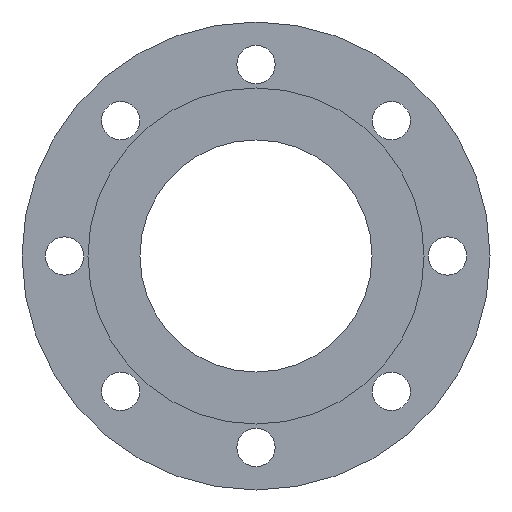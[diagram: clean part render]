
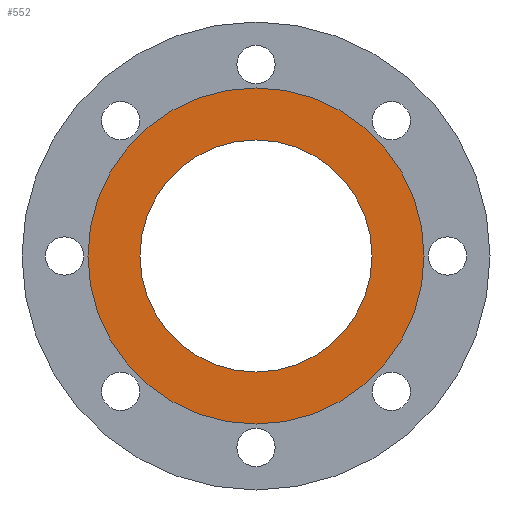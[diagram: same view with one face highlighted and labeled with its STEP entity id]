
A CAD part, front view. The second image highlights one B-rep face of the part: STEP entity #552.
In plain terms, the highlighted planar face has unit normal (0, -1, 0).
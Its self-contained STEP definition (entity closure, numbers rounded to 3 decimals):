
#26 = ORIENTED_EDGE ( 'NONE', *, *, #45, .T. ) ;
#45 = EDGE_CURVE ( 'NONE', #520, #658, #502, .T. ) ;
#52 = FACE_OUTER_BOUND ( 'NONE', #170, .T. ) ;
#56 = DIRECTION ( 'NONE',  ( 0., -1., 0. ) ) ;
#65 = CARTESIAN_POINT ( 'NONE',  ( 0., 0., 0. ) ) ;
#134 = AXIS2_PLACEMENT_3D ( 'NONE', #174, #798, #624 ) ;
#161 = CARTESIAN_POINT ( 'NONE',  ( 0., 0., 0. ) ) ;
#170 = EDGE_LOOP ( 'NONE', ( #999, #925 ) ) ;
#174 = CARTESIAN_POINT ( 'NONE',  ( 0., 0., 0. ) ) ;
#183 = CIRCLE ( 'NONE', #600, 79. ) ;
#197 = EDGE_LOOP ( 'NONE', ( #758, #26 ) ) ;
#201 = EDGE_CURVE ( 'NONE', #768, #653, #408, .T. ) ;
#213 = DIRECTION ( 'NONE',  ( 0., 1., 0. ) ) ;
#255 = CARTESIAN_POINT ( 'NONE',  ( 0., 0., 54.55 ) ) ;
#269 = DIRECTION ( 'NONE',  ( 0., 1., 0. ) ) ;
#315 = CARTESIAN_POINT ( 'NONE',  ( 0., 0., -54.55 ) ) ;
#387 = AXIS2_PLACEMENT_3D ( 'NONE', #161, #617, #705 ) ;
#403 = AXIS2_PLACEMENT_3D ( 'NONE', #1117, #56, #418 ) ;
#408 = CIRCLE ( 'NONE', #754, 79. ) ;
#412 = PLANE ( 'NONE',  #403 ) ;
#418 = DIRECTION ( 'NONE',  ( 0., 0., -1. ) ) ;
#502 = CIRCLE ( 'NONE', #134, 54.55 ) ;
#520 = VERTEX_POINT ( 'NONE', #315 ) ;
#552 = ADVANCED_FACE ( 'NONE', ( #845, #52 ), #412, .T. ) ;
#600 = AXIS2_PLACEMENT_3D ( 'NONE', #1097, #213, #1103 ) ;
#617 = DIRECTION ( 'NONE',  ( 0., 1., 0. ) ) ;
#624 = DIRECTION ( 'NONE',  ( 0., 0., 1. ) ) ;
#653 = VERTEX_POINT ( 'NONE', #797 ) ;
#658 = VERTEX_POINT ( 'NONE', #255 ) ;
#659 = CARTESIAN_POINT ( 'NONE',  ( 0., 0., 79. ) ) ;
#662 = EDGE_CURVE ( 'NONE', #658, #520, #859, .T. ) ;
#705 = DIRECTION ( 'NONE',  ( 0., 0., 1. ) ) ;
#713 = DIRECTION ( 'NONE',  ( 0., 0., 1. ) ) ;
#754 = AXIS2_PLACEMENT_3D ( 'NONE', #65, #269, #713 ) ;
#758 = ORIENTED_EDGE ( 'NONE', *, *, #662, .T. ) ;
#768 = VERTEX_POINT ( 'NONE', #659 ) ;
#797 = CARTESIAN_POINT ( 'NONE',  ( 0., 0., -79. ) ) ;
#798 = DIRECTION ( 'NONE',  ( 0., 1., 0. ) ) ;
#845 = FACE_BOUND ( 'NONE', #197, .T. ) ;
#859 = CIRCLE ( 'NONE', #387, 54.55 ) ;
#925 = ORIENTED_EDGE ( 'NONE', *, *, #1096, .F. ) ;
#999 = ORIENTED_EDGE ( 'NONE', *, *, #201, .F. ) ;
#1096 = EDGE_CURVE ( 'NONE', #653, #768, #183, .T. ) ;
#1097 = CARTESIAN_POINT ( 'NONE',  ( 0., 0., 0. ) ) ;
#1103 = DIRECTION ( 'NONE',  ( 0., 0., 1. ) ) ;
#1117 = CARTESIAN_POINT ( 'NONE',  ( 0., 0., 54.55 ) ) ;
